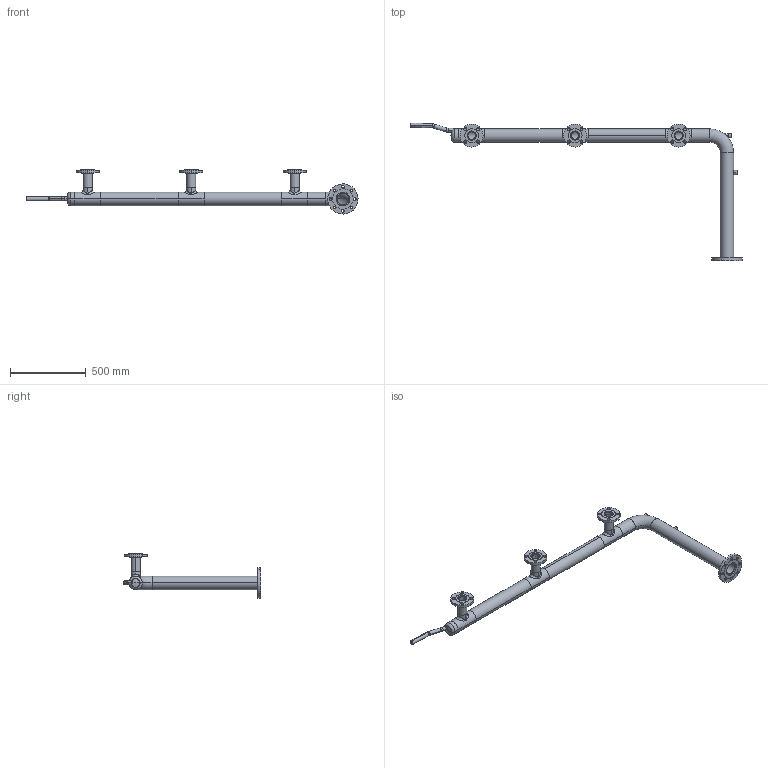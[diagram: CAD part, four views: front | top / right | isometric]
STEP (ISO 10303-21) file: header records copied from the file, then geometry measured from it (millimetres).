
FILE_DESCRIPTION (( 'STEP AP203' ), '1' );
FILE_NAME ('3996-40_REV_.step', '2026-03-02T23:58:19', ( '' ), ( '' ), 'SwSTEP 2.0', 'SolidWorks 2025', '' );
FILE_SCHEMA (( 'CONFIG_CONTROL_DESIGN' ));
Length unit declared in the file: millimetre
Products named in the file (10): 3996-40-25_Default<As Machined>; OEM-80NB-40-C_316L; OEM-80x50-T-40-316L; OEM-80NB-PN10-SO-316L_80NB BORE; 3996-40-10_Default<As Machined>; 3996-40_REV_; OEM-80-LR-40-316L_Default<As Machined>; OEM-1_2-BSPP-3000-316L; OEM-50-150-SO-316L; 3996-40-20_Default<As Machined>
Assembly tree (14 placements, depth 2):
  3996-40_REV_
    3996-40-10_Default<As Machined>
    OEM-80-LR-40-316L_Default<As Machined>
    OEM-80x50-T-40-316L  x3
    OEM-80NB-40-C_316L
    OEM-80NB-PN10-SO-316L_80NB BORE
    OEM-50-150-SO-316L  x3
    OEM-1_2-BSPP-3000-316L  x2
    3996-40-20_Default<As Machined>
    3996-40-25_Default<As Machined>
Bounding box: 2198.03 x 913.2 x 291.9 mm (x, y, z)
Volume: 5450427 mm3; surface area: 1806158 mm2
Topology: 20 solids, 20 shells, 232 faces, 525 edges, 343 vertices
Faces by surface type: cylinder 150, plane 50, torus 16, bspline 6, cone 6, sphere 4
Entity records: 6678 total; most frequent: CARTESIAN_POINT 1653, DIRECTION 920, ORIENTED_EDGE 706, AXIS2_PLACEMENT_3D 408, EDGE_CURVE 353, CIRCLE 235, VERTEX_POINT 229, EDGE_LOOP 216
